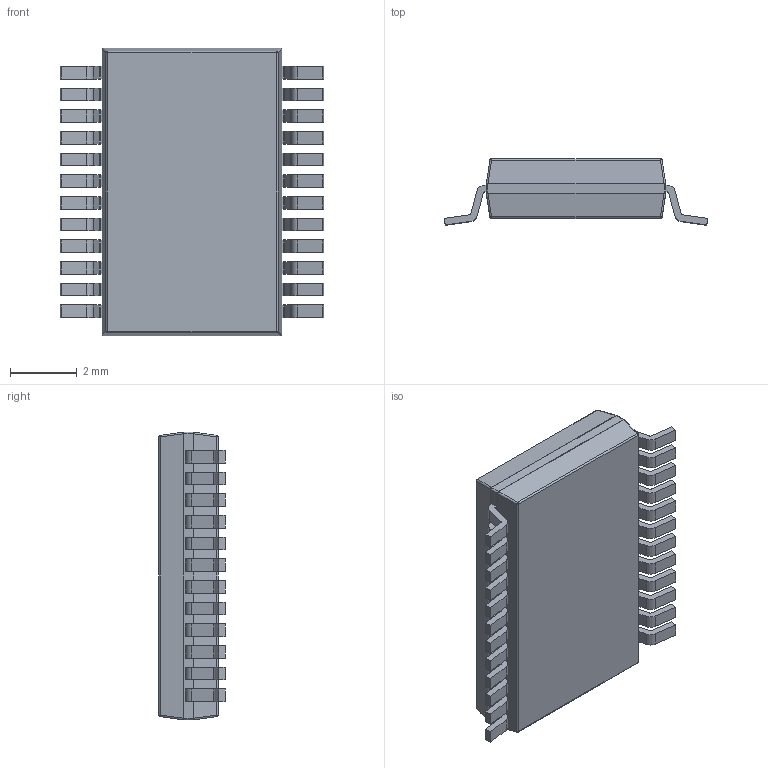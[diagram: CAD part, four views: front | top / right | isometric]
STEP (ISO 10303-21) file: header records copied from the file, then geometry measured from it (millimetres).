
FILE_DESCRIPTION (( 'STEP AP214' ), '1' );
FILE_NAME ('User Library-SSOP 24 PIN_.STEP', '2016-09-30T06:39:09', ( 'Windows User' ), ( '' ), 'SwSTEP 2.0', 'SolidWorks 2016', '' );
FILE_SCHEMA (( 'AUTOMOTIVE_DESIGN' ));
Length unit declared in the file: millimetre
Products named in the file (1): User Library-SSOP 24 PIN_
Bounding box: 7.9 x 1.99 x 8.63 mm (x, y, z)
Volume: 83.8 mm3; surface area: 187.5 mm2
Topology: 1 solids, 1 shells, 389 faces, 1024 edges, 653 vertices
Faces by surface type: plane 230, cylinder 134, sphere 25
Entity records: 16109 total; most frequent: DIRECTION 2062, CARTESIAN_POINT 2056, ORIENTED_EDGE 2028, EDGE_CURVE 1014, VECTOR 746, LINE 746, AXIS2_PLACEMENT_3D 658, VERTEX_POINT 652
